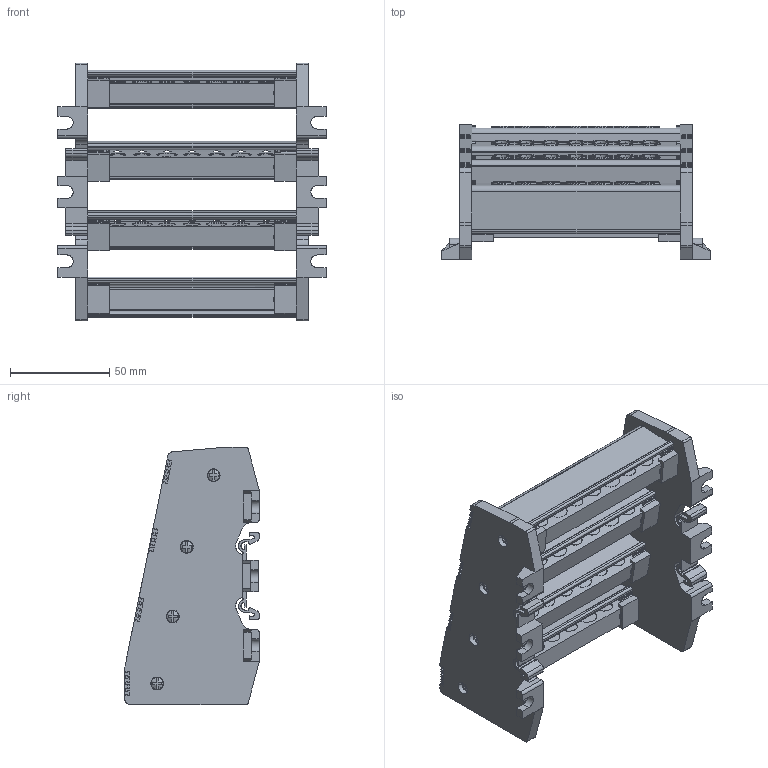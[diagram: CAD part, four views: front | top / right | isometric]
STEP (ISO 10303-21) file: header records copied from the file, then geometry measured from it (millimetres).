
FILE_DESCRIPTION (( 'STEP AP203' ), '1' );
FILE_NAME ('10x15 Dört Kutuplu Daðýtýcý Ünite - 7 Delikli.STEP', '2019-01-10T05:53:08', ( '' ), ( '' ), 'SwSTEP 2.0', 'SolidWorks 2011', '' );
FILE_SCHEMA (( 'CONFIG_CONTROL_DESIGN' ));
Products named in the file (1): 10x15 Dört Kutuplu Daðýtýcý Ünite - 7 Delikli
Bounding box: 135.5 x 68 x 130 mm (x, y, z)
Volume: 181117.3 mm3; surface area: 123442.3 mm2
Topology: 1 solids, 25 shells, 4114 faces, 11615 edges, 7629 vertices
Faces by surface type: plane 1778, cylinder 1440, bspline 684, cone 212
Entity records: 170967 total; most frequent: CARTESIAN_POINT 77031, ORIENTED_EDGE 23158, DIRECTION 14191, EDGE_CURVE 11579, VERTEX_POINT 7629, B_SPLINE_CURVE_WITH_KNOTS 5263, LINE 5071, VECTOR 5071
